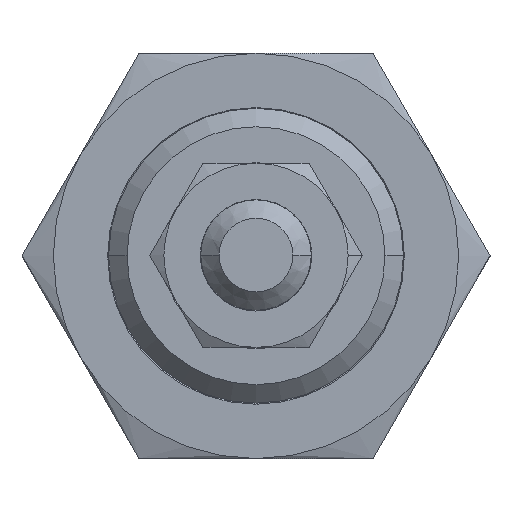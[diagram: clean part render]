
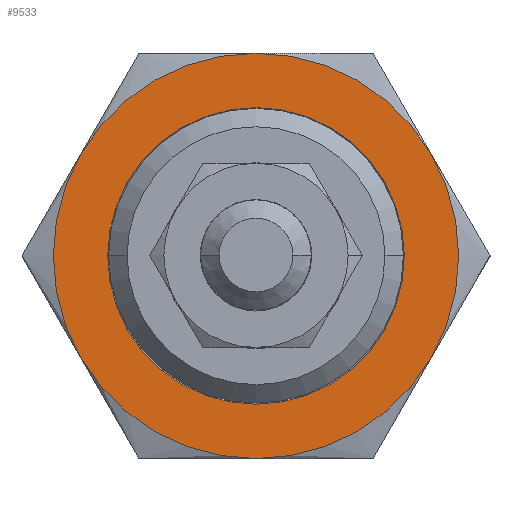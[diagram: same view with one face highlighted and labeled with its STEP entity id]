
A CAD part, top view. The second image highlights one B-rep face of the part: STEP entity #9533.
In plain terms, the highlighted planar face has unit normal (0, 0, 1).
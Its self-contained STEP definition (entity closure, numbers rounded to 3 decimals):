
#150 = AXIS2_PLACEMENT_3D ( 'NONE', #4372, #8850, #9789 ) ;
#285 = CARTESIAN_POINT ( 'NONE',  ( 0., 0., 264.5 ) ) ;
#292 = FACE_OUTER_BOUND ( 'NONE', #11482, .T. ) ;
#363 = EDGE_CURVE ( 'NONE', #7440, #4655, #7598, .T. ) ;
#408 = VERTEX_POINT ( 'NONE', #8555 ) ;
#446 = CIRCLE ( 'NONE', #4236, 11. ) ;
#936 = AXIS2_PLACEMENT_3D ( 'NONE', #7749, #1303, #5985 ) ;
#964 = CARTESIAN_POINT ( 'NONE',  ( -9.526, -5.5, 264.5 ) ) ;
#1104 = ORIENTED_EDGE ( 'NONE', *, *, #5078, .F. ) ;
#1303 = DIRECTION ( 'NONE',  ( 0., 0., -1. ) ) ;
#1320 = CIRCLE ( 'NONE', #1698, 8.05 ) ;
#1373 = CARTESIAN_POINT ( 'NONE',  ( 0., 0., 264.5 ) ) ;
#1698 = AXIS2_PLACEMENT_3D ( 'NONE', #285, #2191, #5803 ) ;
#1829 = AXIS2_PLACEMENT_3D ( 'NONE', #9232, #5712, #7532 ) ;
#2191 = DIRECTION ( 'NONE',  ( 0., 0., -1. ) ) ;
#2352 = CARTESIAN_POINT ( 'NONE',  ( 9.526, -5.5, 264.5 ) ) ;
#2645 = ORIENTED_EDGE ( 'NONE', *, *, #4311, .F. ) ;
#2698 = CARTESIAN_POINT ( 'NONE',  ( 6.972, 4.025, 264.5 ) ) ;
#3010 = ORIENTED_EDGE ( 'NONE', *, *, #9661, .F. ) ;
#3158 = ORIENTED_EDGE ( 'NONE', *, *, #363, .F. ) ;
#3690 = AXIS2_PLACEMENT_3D ( 'NONE', #7085, #8662, #7841 ) ;
#3717 = ORIENTED_EDGE ( 'NONE', *, *, #6754, .T. ) ;
#4112 = DIRECTION ( 'NONE',  ( 0., 0., -1. ) ) ;
#4236 = AXIS2_PLACEMENT_3D ( 'NONE', #8529, #4112, #7714 ) ;
#4311 = EDGE_CURVE ( 'NONE', #4655, #9147, #9196, .T. ) ;
#4372 = CARTESIAN_POINT ( 'NONE',  ( 0., 0., 264.5 ) ) ;
#4655 = VERTEX_POINT ( 'NONE', #9799 ) ;
#4693 = FACE_BOUND ( 'NONE', #8593, .T. ) ;
#4757 = CARTESIAN_POINT ( 'NONE',  ( 0., 0., 264.5 ) ) ;
#5023 = AXIS2_PLACEMENT_3D ( 'NONE', #4757, #7460, #10172 ) ;
#5038 = CARTESIAN_POINT ( 'NONE',  ( 0., 0., 264.5 ) ) ;
#5078 = EDGE_CURVE ( 'NONE', #9147, #5605, #5081, .T. ) ;
#5081 = CIRCLE ( 'NONE', #150, 11. ) ;
#5573 = AXIS2_PLACEMENT_3D ( 'NONE', #1373, #11254, #6609 ) ;
#5605 = VERTEX_POINT ( 'NONE', #7378 ) ;
#5712 = DIRECTION ( 'NONE',  ( 0., 0., -1. ) ) ;
#5766 = CARTESIAN_POINT ( 'NONE',  ( 0., 11., 264.5 ) ) ;
#5803 = DIRECTION ( 'NONE',  ( 0.866, 0.5, 0. ) ) ;
#5887 = VERTEX_POINT ( 'NONE', #7817 ) ;
#5905 = PLANE ( 'NONE',  #5023 ) ;
#5943 = CIRCLE ( 'NONE', #5573, 11. ) ;
#5985 = DIRECTION ( 'NONE',  ( 0.866, 0.5, 0. ) ) ;
#6292 = EDGE_CURVE ( 'NONE', #5887, #9722, #9037, .T. ) ;
#6609 = DIRECTION ( 'NONE',  ( 0.866, 0.5, 0. ) ) ;
#6754 = EDGE_CURVE ( 'NONE', #9722, #5887, #1320, .T. ) ;
#6845 = AXIS2_PLACEMENT_3D ( 'NONE', #5038, #7687, #11337 ) ;
#7085 = CARTESIAN_POINT ( 'NONE',  ( 0., 0., 264.5 ) ) ;
#7378 = CARTESIAN_POINT ( 'NONE',  ( 9.526, 5.5, 264.5 ) ) ;
#7420 = ORIENTED_EDGE ( 'NONE', *, *, #8742, .F. ) ;
#7440 = VERTEX_POINT ( 'NONE', #964 ) ;
#7460 = DIRECTION ( 'NONE',  ( 0., 0., -1. ) ) ;
#7532 = DIRECTION ( 'NONE',  ( 0.866, 0.5, 0. ) ) ;
#7598 = CIRCLE ( 'NONE', #6845, 11. ) ;
#7687 = DIRECTION ( 'NONE',  ( 0., 0., -1. ) ) ;
#7714 = DIRECTION ( 'NONE',  ( 0.866, 0.5, 0. ) ) ;
#7749 = CARTESIAN_POINT ( 'NONE',  ( 0., 0., 264.5 ) ) ;
#7817 = CARTESIAN_POINT ( 'NONE',  ( -6.972, -4.025, 264.5 ) ) ;
#7841 = DIRECTION ( 'NONE',  ( 0.866, 0.5, 0. ) ) ;
#8529 = CARTESIAN_POINT ( 'NONE',  ( 0., 0., 264.5 ) ) ;
#8555 = CARTESIAN_POINT ( 'NONE',  ( 0., -11., 264.5 ) ) ;
#8593 = EDGE_LOOP ( 'NONE', ( #9464, #3717 ) ) ;
#8662 = DIRECTION ( 'NONE',  ( 0., 0., -1. ) ) ;
#8742 = EDGE_CURVE ( 'NONE', #5605, #9652, #5943, .T. ) ;
#8795 = EDGE_CURVE ( 'NONE', #408, #7440, #446, .T. ) ;
#8850 = DIRECTION ( 'NONE',  ( 0., 0., -1. ) ) ;
#9037 = CIRCLE ( 'NONE', #936, 8.05 ) ;
#9147 = VERTEX_POINT ( 'NONE', #5766 ) ;
#9156 = CIRCLE ( 'NONE', #3690, 11. ) ;
#9196 = CIRCLE ( 'NONE', #1829, 11. ) ;
#9232 = CARTESIAN_POINT ( 'NONE',  ( 0., 0., 264.5 ) ) ;
#9309 = ORIENTED_EDGE ( 'NONE', *, *, #8795, .F. ) ;
#9464 = ORIENTED_EDGE ( 'NONE', *, *, #6292, .T. ) ;
#9533 = ADVANCED_FACE ( 'NONE', ( #4693, #292 ), #5905, .F. ) ;
#9652 = VERTEX_POINT ( 'NONE', #2352 ) ;
#9661 = EDGE_CURVE ( 'NONE', #9652, #408, #9156, .T. ) ;
#9722 = VERTEX_POINT ( 'NONE', #2698 ) ;
#9789 = DIRECTION ( 'NONE',  ( 0.866, 0.5, 0. ) ) ;
#9799 = CARTESIAN_POINT ( 'NONE',  ( -9.526, 5.5, 264.5 ) ) ;
#10172 = DIRECTION ( 'NONE',  ( 0.866, 0.5, 0. ) ) ;
#11254 = DIRECTION ( 'NONE',  ( 0., 0., -1. ) ) ;
#11337 = DIRECTION ( 'NONE',  ( 0.866, 0.5, 0. ) ) ;
#11482 = EDGE_LOOP ( 'NONE', ( #7420, #1104, #2645, #3158, #9309, #3010 ) ) ;
